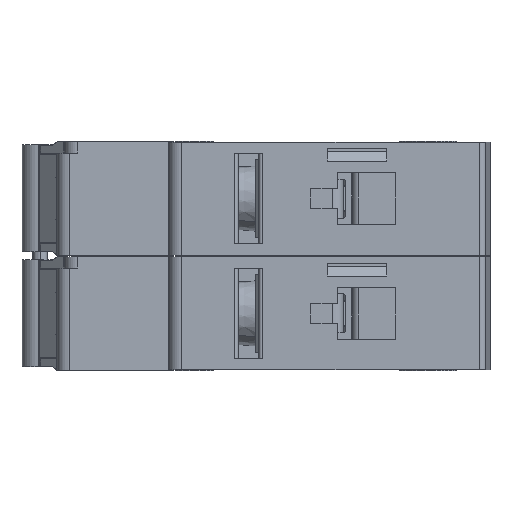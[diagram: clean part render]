
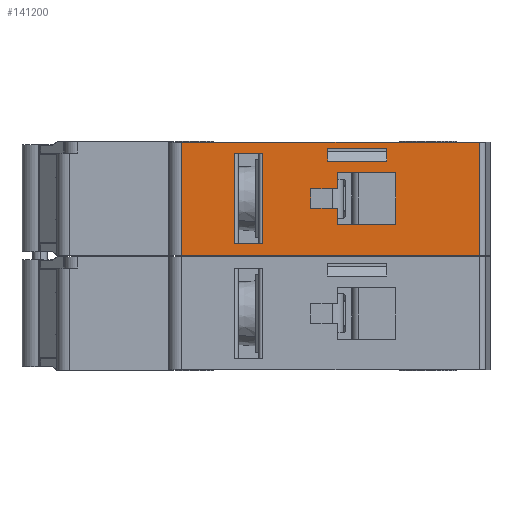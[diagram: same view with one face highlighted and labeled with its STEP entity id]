
A CAD part, left-side view. The second image highlights one B-rep face of the part: STEP entity #141200.
In plain terms, the highlighted planar face has unit normal (-1, 0, 0).
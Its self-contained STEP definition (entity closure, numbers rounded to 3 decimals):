
#1940=CARTESIAN_POINT('',(0.,1.621,
8.7));
#1950=VERTEX_POINT('',#1940);
#1980=CARTESIAN_POINT('',(0.,0.,8.7));
#1990=DIRECTION('',(0.,1.,0.));
#2000=VECTOR('',#1990,1.);
#2010=LINE('',#1980,#2000);
#2020=CARTESIAN_POINT('',(0.,47.5,8.7));
#2030=VERTEX_POINT('',#2020);
#2040=EDGE_CURVE('',#1950,#2030,#2010,.T.);
#78030=CARTESIAN_POINT('',(0.,1.621,-8.7))
;
#78040=VERTEX_POINT('',#78030);
#78070=CARTESIAN_POINT('',(0.,1.621,
0.));
#78080=DIRECTION('',(0.,0.,1.));
#78090=VECTOR('',#78080,1.);
#78100=LINE('',#78070,#78090);
#78110=EDGE_CURVE('',#78040,#1950,#78100,.T.);
#78610=CARTESIAN_POINT('',(0.,47.5,-9.))
;
#78620=DIRECTION('',(0.,0.,-1.));
#78630=VECTOR('',#78620,1.);
#78640=LINE('',#78610,#78630);
#78650=CARTESIAN_POINT('',(0.,47.5,-8.7));
#78660=VERTEX_POINT('',#78650);
#78670=EDGE_CURVE('',#2030,#78660,#78640,.T.);
#121550=CARTESIAN_POINT('',(0.,0.,-8.7));
#121560=DIRECTION('',(0.,-1.,0.));
#121570=VECTOR('',#121560,1.);
#121580=LINE('',#121550,#121570);
#121590=EDGE_CURVE('',#78660,#78040,#121580,.T.);
#139750=CARTESIAN_POINT('',(0.,17.24,
1.02));
#139760=DIRECTION('',(1.,0.,0.));
#139770=DIRECTION('',(0.,-1.,0.));
#139780=AXIS2_PLACEMENT_3D('',#139750,#139760,#139770);
#139790=PLANE('',#139780);
#139800=CARTESIAN_POINT('',(0.,64.938,
7.));
#139810=DIRECTION('',(0.,-1.,0.));
#139820=VECTOR('',#139810,1.);
#139830=LINE('',#139800,#139820);
#139840=CARTESIAN_POINT('',(0.,39.3,
7.));
#139850=VERTEX_POINT('',#139840);
#139860=CARTESIAN_POINT('',(0.,35.1,7.));
#139870=VERTEX_POINT('',#139860);
#139880=EDGE_CURVE('',#139850,#139870,#139830,.T.);
#139890=ORIENTED_EDGE('',*,*,#139880,.T.);
#139900=CARTESIAN_POINT('',(0.,39.3,
0.));
#139910=DIRECTION('',(0.,0.,-1.));
#139920=VECTOR('',#139910,1.);
#139930=LINE('',#139900,#139920);
#139940=CARTESIAN_POINT('',(0.,39.3,
-7.));
#139950=VERTEX_POINT('',#139940);
#139960=EDGE_CURVE('',#139850,#139950,#139930,.T.);
#139970=ORIENTED_EDGE('',*,*,#139960,.F.);
#139980=CARTESIAN_POINT('',(0.,0.1,-7.));
#139990=DIRECTION('',(0.,-1.,0.));
#140000=VECTOR('',#139990,1.);
#140010=LINE('',#139980,#140000);
#140020=CARTESIAN_POINT('',(0.,35.1,-7.));
#140030=VERTEX_POINT('',#140020);
#140040=EDGE_CURVE('',#139950,#140030,#140010,.T.);
#140050=ORIENTED_EDGE('',*,*,#140040,.F.);
#140060=CARTESIAN_POINT('',(0.,35.1,0.));
#140070=DIRECTION('',(0.,0.,1.));
#140080=VECTOR('',#140070,1.);
#140090=LINE('',#140060,#140080);
#140100=EDGE_CURVE('',#140030,#139870,#140090,.T.);
#140110=ORIENTED_EDGE('',*,*,#140100,.F.);
#140120=EDGE_LOOP('',(#140110,#140050,#139970,#139890));
#140130=FACE_BOUND('',#140120,.T.);
#140140=CARTESIAN_POINT('',(0.,15.9,8.7))
;
#140150=DIRECTION('',(0.,0.,1.));
#140160=VECTOR('',#140150,1.);
#140170=LINE('',#140140,#140160);
#140180=CARTESIAN_POINT('',(0.,15.9,5.77));
#140190=VERTEX_POINT('',#140180);
#140200=CARTESIAN_POINT('',(0.,15.9,7.7));
#140210=VERTEX_POINT('',#140200);
#140220=EDGE_CURVE('',#140190,#140210,#140170,.T.);
#140230=ORIENTED_EDGE('',*,*,#140220,.F.);
#140240=CARTESIAN_POINT('',(0.,64.838,
7.7));
#140250=DIRECTION('',(0.,-1.,0.));
#140260=VECTOR('',#140250,1.);
#140270=LINE('',#140240,#140260);
#140280=CARTESIAN_POINT('',(0.,25.,7.7));
#140290=VERTEX_POINT('',#140280);
#140300=EDGE_CURVE('',#140290,#140210,#140270,.T.);
#140310=ORIENTED_EDGE('',*,*,#140300,.T.);
#140320=CARTESIAN_POINT('',(0.,25.,8.7));
#140330=DIRECTION('',(0.,0.,1.));
#140340=VECTOR('',#140330,1.);
#140350=LINE('',#140320,#140340);
#140360=CARTESIAN_POINT('',(0.,25.,5.77));
#140370=VERTEX_POINT('',#140360);
#140380=EDGE_CURVE('',#140370,#140290,#140350,.T.);
#140390=ORIENTED_EDGE('',*,*,#140380,.T.);
#140400=CARTESIAN_POINT('',(0.,64.838,
5.77));
#140410=DIRECTION('',(0.,1.,0.));
#140420=VECTOR('',#140410,1.);
#140430=LINE('',#140400,#140420);
#140440=EDGE_CURVE('',#140190,#140370,#140430,.T.);
#140450=ORIENTED_EDGE('',*,*,#140440,.T.);
#140460=EDGE_LOOP('',(#140450,#140390,#140310,#140230));
#140470=FACE_BOUND('',#140460,.T.);
#140480=CARTESIAN_POINT('',(0.,64.838,
-1.5));
#140490=DIRECTION('',(0.,-1.,0.));
#140500=VECTOR('',#140490,1.);
#140510=LINE('',#140480,#140500);
#140520=CARTESIAN_POINT('',(0.,27.6,-1.5))
;
#140530=VERTEX_POINT('',#140520);
#140540=CARTESIAN_POINT('',(0.,23.5,-1.5))
;
#140550=VERTEX_POINT('',#140540);
#140560=EDGE_CURVE('',#140530,#140550,#140510,.T.);
#140570=ORIENTED_EDGE('',*,*,#140560,.F.);
#140580=CARTESIAN_POINT('',(0.,23.5,-8.7)
);
#140590=DIRECTION('',(0.,0.,1.));
#140600=VECTOR('',#140590,1.);
#140610=LINE('',#140580,#140600);
#140620=CARTESIAN_POINT('',(0.,23.5,-4.))
;
#140630=VERTEX_POINT('',#140620);
#140640=EDGE_CURVE('',#140630,#140550,#140610,.T.);
#140650=ORIENTED_EDGE('',*,*,#140640,.T.);
#140660=CARTESIAN_POINT('',(0.,64.838,
-4.));
#140670=DIRECTION('',(0.,-1.,0.));
#140680=VECTOR('',#140670,1.);
#140690=LINE('',#140660,#140680);
#140700=CARTESIAN_POINT('',(0.,14.5,-4.))
;
#140710=VERTEX_POINT('',#140700);
#140720=EDGE_CURVE('',#140630,#140710,#140690,.T.);
#140730=ORIENTED_EDGE('',*,*,#140720,.F.);
#140740=CARTESIAN_POINT('',(0.,14.5,8.7))
;
#140750=DIRECTION('',(0.,0.,-1.));
#140760=VECTOR('',#140750,1.);
#140770=LINE('',#140740,#140760);
#140780=CARTESIAN_POINT('',(0.,14.5,4.));
#140790=VERTEX_POINT('',#140780);
#140800=EDGE_CURVE('',#140790,#140710,#140770,.T.);
#140810=ORIENTED_EDGE('',*,*,#140800,.T.);
#140820=CARTESIAN_POINT('',(0.,64.838,
4.));
#140830=DIRECTION('',(0.,-1.,0.));
#140840=VECTOR('',#140830,1.);
#140850=LINE('',#140820,#140840);
#140860=CARTESIAN_POINT('',(0.,23.5,4.));
#140870=VERTEX_POINT('',#140860);
#140880=EDGE_CURVE('',#140870,#140790,#140850,.T.);
#140890=ORIENTED_EDGE('',*,*,#140880,.T.);
#140900=CARTESIAN_POINT('',(0.,23.5,8.7))
;
#140910=DIRECTION('',(0.,0.,-1.));
#140920=VECTOR('',#140910,1.);
#140930=LINE('',#140900,#140920);
#140940=CARTESIAN_POINT('',(0.,23.5,1.5));
#140950=VERTEX_POINT('',#140940);
#140960=EDGE_CURVE('',#140870,#140950,#140930,.T.);
#140970=ORIENTED_EDGE('',*,*,#140960,.F.);
#140980=CARTESIAN_POINT('',(0.,64.838,
1.5));
#140990=DIRECTION('',(0.,-1.,0.));
#141000=VECTOR('',#140990,1.);
#141010=LINE('',#140980,#141000);
#141020=CARTESIAN_POINT('',(0.,27.6,1.5));
#141030=VERTEX_POINT('',#141020);
#141040=EDGE_CURVE('',#141030,#140950,#141010,.T.);
#141050=ORIENTED_EDGE('',*,*,#141040,.T.);
#141060=CARTESIAN_POINT('',(0.,27.6,8.7));
#141070=DIRECTION('',(0.,0.,1.));
#141080=VECTOR('',#141070,1.);
#141090=LINE('',#141060,#141080);
#141100=EDGE_CURVE('',#140530,#141030,#141090,.T.);
#141110=ORIENTED_EDGE('',*,*,#141100,.T.);
#141120=EDGE_LOOP('',(#141110,#141050,#140970,#140890,#140810,#140730,
#140650,#140570));
#141130=FACE_BOUND('',#141120,.T.);
#141140=ORIENTED_EDGE('',*,*,#78670,.T.);
#141150=ORIENTED_EDGE('',*,*,#2040,.T.);
#141160=ORIENTED_EDGE('',*,*,#78110,.T.);
#141170=ORIENTED_EDGE('',*,*,#121590,.T.);
#141180=EDGE_LOOP('',(#141170,#141160,#141150,#141140));
#141190=FACE_OUTER_BOUND('',#141180,.T.);
#141200=ADVANCED_FACE('',(#140130,#140470,#141130,#141190),#139790,.F.);
